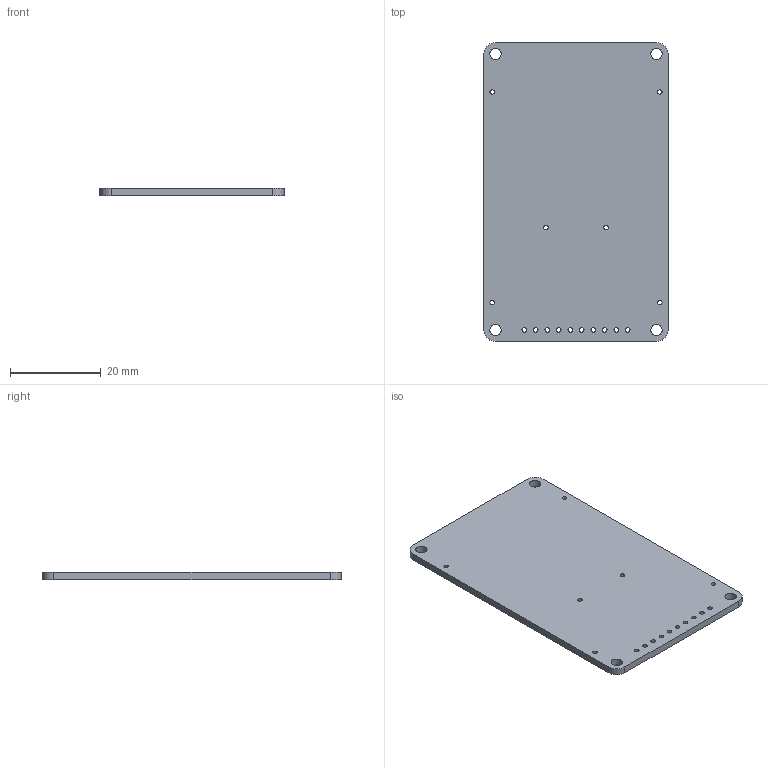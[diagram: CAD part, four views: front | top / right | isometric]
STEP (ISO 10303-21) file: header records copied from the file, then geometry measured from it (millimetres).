
FILE_DESCRIPTION(('KiCad electronic assembly'),'2;1');
FILE_NAME('Adafruit_2.2_SPI_240x320.step','2022-04-04T15:40:19',( 'Pcbnew'),('Kicad'),'Open CASCADE STEP processor 7.5', 'KiCad to STEP converter','Unknown');
FILE_SCHEMA(('AUTOMOTIVE_DESIGN { 1 0 10303 214 1 1 1 1 }'));
Length unit declared in the file: millimetre
Products named in the file (2): Adafruit_2.2_SPI_240x320 1; Adafruit_2.2_SPI_240x320 PCB
Assembly tree (1 placements, depth 2):
  Adafruit_2.2_SPI_240x320 1
    Adafruit_2.2_SPI_240x320 PCB
Bounding box: 40.64 x 66.04 x 1.6 mm (x, y, z)
Volume: 4233.8 mm3; surface area: 5757.3 mm2
Topology: 1 solids, 1 shells, 30 faces, 84 edges, 56 vertices
Faces by surface type: cylinder 24, plane 6
Full cylindrical faces by diameter (mm): 1 x16, 2.5 x4
Entity records: 2359 total; most frequent: CARTESIAN_POINT 628, DIRECTION 316, ORIENTED_EDGE 168, PCURVE 168, DEFINITIONAL_REPRESENTATION 168, LINE 156, VECTOR 156, EDGE_CURVE 84
